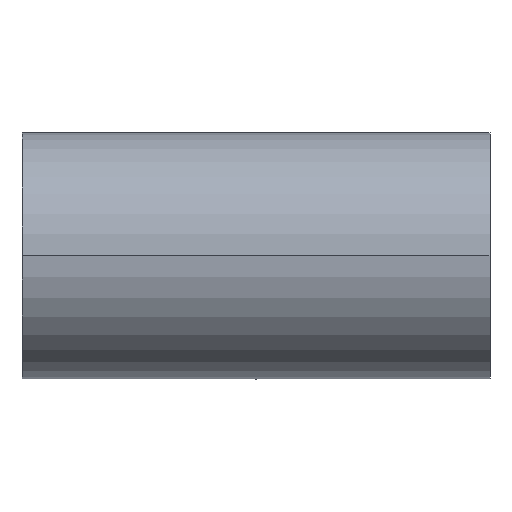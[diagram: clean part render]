
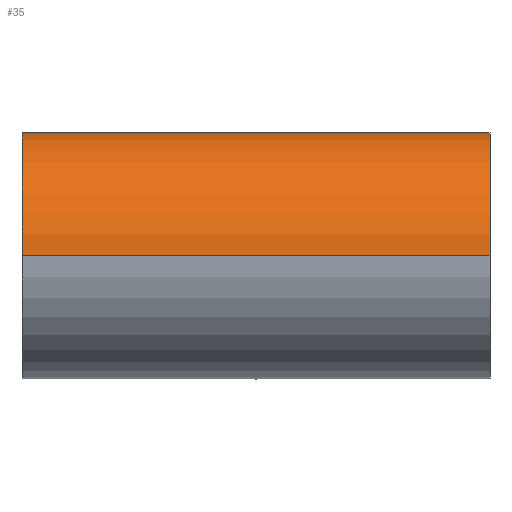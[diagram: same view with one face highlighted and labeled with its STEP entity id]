
A CAD part, top view. The second image highlights one B-rep face of the part: STEP entity #35.
In plain terms, the highlighted cylindrical face has radius 42 mm (diameter 84 mm), a partial arc.
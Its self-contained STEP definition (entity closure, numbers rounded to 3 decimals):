
#6 = DIRECTION ( 'NONE',  ( -1., 0., 0. ) ) ;
#10 = ORIENTED_EDGE ( 'NONE', *, *, #16, .F. ) ;
#16 = EDGE_CURVE ( 'NONE', #941, #960, #256, .T. ) ;
#21 = DIRECTION ( 'NONE',  ( 1., 0., 0. ) ) ;
#35 = ADVANCED_FACE ( 'NONE', ( #767 ), #327, .T. ) ;
#39 = DIRECTION ( 'NONE',  ( 0., 0., -1. ) ) ;
#46 = ORIENTED_EDGE ( 'NONE', *, *, #426, .F. ) ;
#109 = DIRECTION ( 'NONE',  ( 0., 0., -1. ) ) ;
#115 = CARTESIAN_POINT ( 'NONE',  ( -80., 0., 0. ) ) ;
#121 = CARTESIAN_POINT ( 'NONE',  ( 72., 42., 0. ) ) ;
#140 = CIRCLE ( 'NONE', #295, 42. ) ;
#146 = DIRECTION ( 'NONE',  ( 0., 0., 1. ) ) ;
#188 = EDGE_CURVE ( 'NONE', #960, #201, #140, .T. ) ;
#201 = VERTEX_POINT ( 'NONE', #360 ) ;
#209 = VERTEX_POINT ( 'NONE', #521 ) ;
#219 = VECTOR ( 'NONE', #6, 1000. ) ;
#229 = LINE ( 'NONE', #399, #1004 ) ;
#252 = CARTESIAN_POINT ( 'NONE',  ( -80., 0., 42. ) ) ;
#256 = LINE ( 'NONE', #252, #219 ) ;
#268 = VECTOR ( 'NONE', #323, 1000. ) ;
#292 = AXIS2_PLACEMENT_3D ( 'NONE', #115, #21, #109 ) ;
#295 = AXIS2_PLACEMENT_3D ( 'NONE', #533, #688, #39 ) ;
#320 = EDGE_CURVE ( 'NONE', #1061, #941, #989, .T. ) ;
#323 = DIRECTION ( 'NONE',  ( 1., 0., 0. ) ) ;
#327 = CYLINDRICAL_SURFACE ( 'NONE', #292, 42. ) ;
#360 = CARTESIAN_POINT ( 'NONE',  ( -80., 42., 0. ) ) ;
#382 = DIRECTION ( 'NONE',  ( 1., 0., 0. ) ) ;
#399 = CARTESIAN_POINT ( 'NONE',  ( -80., 42., 0. ) ) ;
#404 = CARTESIAN_POINT ( 'NONE',  ( -80., 42., 0. ) ) ;
#426 = EDGE_CURVE ( 'NONE', #201, #209, #940, .T. ) ;
#470 = LINE ( 'NONE', #483, #268 ) ;
#472 = CARTESIAN_POINT ( 'NONE',  ( 80., 0., 42. ) ) ;
#476 = AXIS2_PLACEMENT_3D ( 'NONE', #543, #382, #146 ) ;
#483 = CARTESIAN_POINT ( 'NONE',  ( -80., 42., 0. ) ) ;
#521 = CARTESIAN_POINT ( 'NONE',  ( -72., 42., 0. ) ) ;
#533 = CARTESIAN_POINT ( 'NONE',  ( -80., 0., 0. ) ) ;
#534 = VECTOR ( 'NONE', #800, 1000. ) ;
#543 = CARTESIAN_POINT ( 'NONE',  ( 80., 0., 0. ) ) ;
#566 = ORIENTED_EDGE ( 'NONE', *, *, #320, .F. ) ;
#588 = ORIENTED_EDGE ( 'NONE', *, *, #188, .F. ) ;
#616 = EDGE_LOOP ( 'NONE', ( #694, #693, #46, #588, #10, #566 ) ) ;
#688 = DIRECTION ( 'NONE',  ( -1., 0., 0. ) ) ;
#693 = ORIENTED_EDGE ( 'NONE', *, *, #1054, .F. ) ;
#694 = ORIENTED_EDGE ( 'NONE', *, *, #910, .T. ) ;
#767 = FACE_OUTER_BOUND ( 'NONE', #616, .T. ) ;
#770 = VERTEX_POINT ( 'NONE', #121 ) ;
#789 = DIRECTION ( 'NONE',  ( -1., 0., 0. ) ) ;
#800 = DIRECTION ( 'NONE',  ( 1., 0., 0. ) ) ;
#886 = CARTESIAN_POINT ( 'NONE',  ( 80., 42., 0. ) ) ;
#910 = EDGE_CURVE ( 'NONE', #1061, #770, #229, .T. ) ;
#940 = LINE ( 'NONE', #404, #534 ) ;
#941 = VERTEX_POINT ( 'NONE', #472 ) ;
#960 = VERTEX_POINT ( 'NONE', #1040 ) ;
#989 = CIRCLE ( 'NONE', #476, 42. ) ;
#1004 = VECTOR ( 'NONE', #789, 1000. ) ;
#1040 = CARTESIAN_POINT ( 'NONE',  ( -80., 0., 42. ) ) ;
#1054 = EDGE_CURVE ( 'NONE', #209, #770, #470, .T. ) ;
#1061 = VERTEX_POINT ( 'NONE', #886 ) ;
